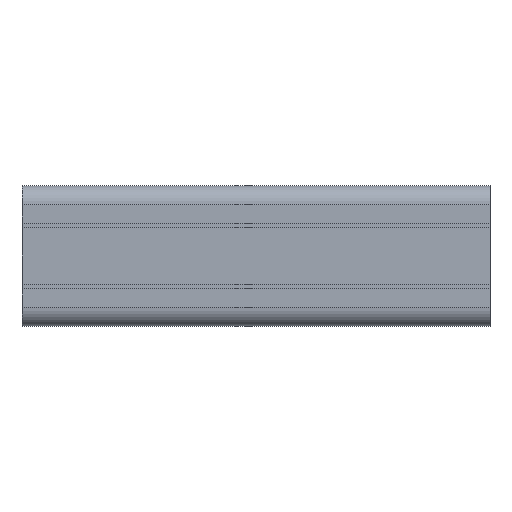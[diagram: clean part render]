
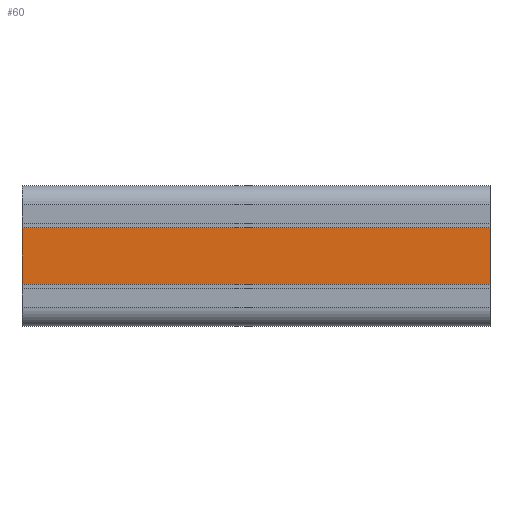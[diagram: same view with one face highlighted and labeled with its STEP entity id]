
A CAD part, front view. The second image highlights one B-rep face of the part: STEP entity #60.
In plain terms, the highlighted planar face has unit normal (0, -1, 0).
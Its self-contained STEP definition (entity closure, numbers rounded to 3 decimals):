
#60 = ADVANCED_FACE ( 'NONE', ( #4229 ), #433, .T. ) ;
#433 = PLANE ( 'NONE',  #1467 ) ;
#436 = CARTESIAN_POINT ( 'NONE',  ( -230.624, -84.5, 3.45 ) ) ;
#442 = DIRECTION ( 'NONE',  ( 0., -1., 0. ) ) ;
#443 = DIRECTION ( 'NONE',  ( 0., 0., -1. ) ) ;
#1064 = EDGE_CURVE ( 'NONE', #3057, #3092, #4639, .T. ) ;
#1068 = EDGE_CURVE ( 'NONE', #3249, #3057, #4647, .T. ) ;
#1071 = EDGE_CURVE ( 'NONE', #3093, #3092, #4653, .T. ) ;
#1072 = EDGE_CURVE ( 'NONE', #3093, #3249, #4638, .T. ) ;
#1467 = AXIS2_PLACEMENT_3D ( 'NONE', #436, #442, #443 ) ;
#1998 = CARTESIAN_POINT ( 'NONE',  ( 0., -84.5, 3.45 ) ) ;
#1999 = DIRECTION ( 'NONE',  ( 0., 0., -1. ) ) ;
#2006 = CARTESIAN_POINT ( 'NONE',  ( -230.624, -84.5, 3.45 ) ) ;
#2007 = DIRECTION ( 'NONE',  ( 1., 0., 0. ) ) ;
#2008 = CARTESIAN_POINT ( 'NONE',  ( -50., -84.5, 3.45 ) ) ;
#2012 = CARTESIAN_POINT ( 'NONE',  ( -230.624, -84.5, -3.45 ) ) ;
#2013 = DIRECTION ( 'NONE',  ( 1., 0., 0. ) ) ;
#2015 = DIRECTION ( 'NONE',  ( 0., 0., 1. ) ) ;
#2750 = CARTESIAN_POINT ( 'NONE',  ( 0., -84.5, 3.45 ) ) ;
#2785 = CARTESIAN_POINT ( 'NONE',  ( 0., -84.5, -3.45 ) ) ;
#2786 = CARTESIAN_POINT ( 'NONE',  ( -50., -84.5, -3.45 ) ) ;
#2942 = CARTESIAN_POINT ( 'NONE',  ( -50., -84.5, 3.45 ) ) ;
#3057 = VERTEX_POINT ( 'NONE', #2750 ) ;
#3092 = VERTEX_POINT ( 'NONE', #2785 ) ;
#3093 = VERTEX_POINT ( 'NONE', #2786 ) ;
#3249 = VERTEX_POINT ( 'NONE', #2942 ) ;
#3947 = EDGE_LOOP ( 'NONE', ( #5227, #5228, #5229, #5230 ) ) ;
#4229 = FACE_OUTER_BOUND ( 'NONE', #3947, .T. ) ;
#4638 = LINE ( 'NONE', #2008, #4655 ) ;
#4639 = LINE ( 'NONE', #1998, #4640 ) ;
#4640 = VECTOR ( 'NONE', #1999, 1000. ) ;
#4647 = LINE ( 'NONE', #2006, #4648 ) ;
#4648 = VECTOR ( 'NONE', #2007, 1000. ) ;
#4653 = LINE ( 'NONE', #2012, #4654 ) ;
#4654 = VECTOR ( 'NONE', #2013, 1000. ) ;
#4655 = VECTOR ( 'NONE', #2015, 1000. ) ;
#5227 = ORIENTED_EDGE ( 'NONE', *, *, #1072, .F. ) ;
#5228 = ORIENTED_EDGE ( 'NONE', *, *, #1071, .T. ) ;
#5229 = ORIENTED_EDGE ( 'NONE', *, *, #1064, .F. ) ;
#5230 = ORIENTED_EDGE ( 'NONE', *, *, #1068, .F. ) ;
